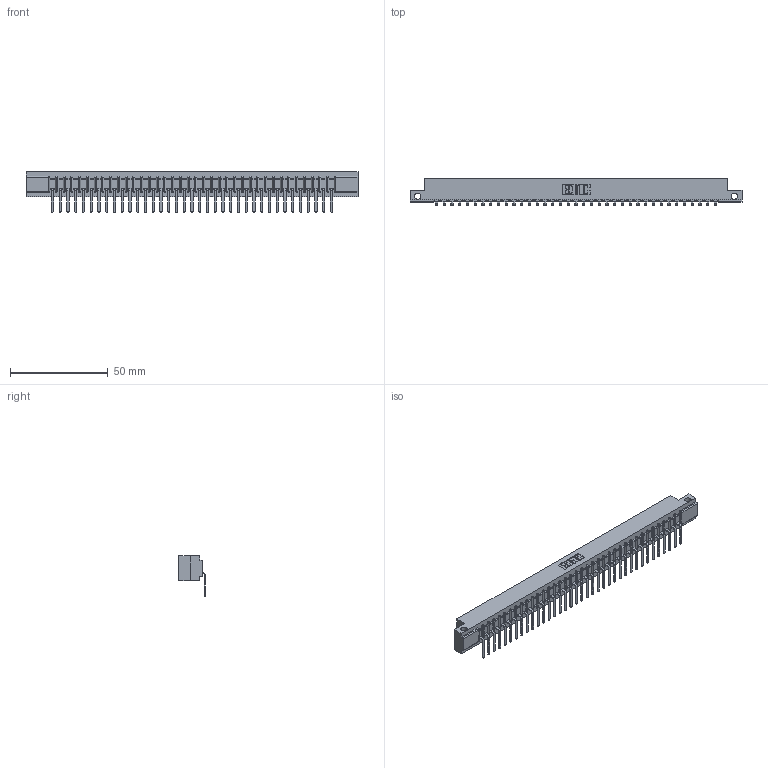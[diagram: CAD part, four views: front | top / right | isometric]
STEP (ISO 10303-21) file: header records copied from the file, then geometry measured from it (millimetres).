
FILE_DESCRIPTION (( 'STEP AP203' ), '1' );
FILE_NAME ('357-037-557-112.STEP', '2019-09-17T07:30:47', ( '' ), ( '' ), 'SwSTEP 2.0', 'SolidWorks 2016', '' );
FILE_SCHEMA (( 'CONFIG_CONTROL_DESIGN' ));
Length unit declared in the file: inch
Products named in the file (3): 357-037-557-112; 307-290-002_557; 307 Part_.128 Dia Side Mounting Holes
Assembly tree (38 placements, depth 2):
  357-037-557-112
    307 Part_.128 Dia Side Mounting Holes
    307-290-002_557  x37
Bounding box: 169.62 x 13.32 x 20.66 mm (x, y, z)
Volume: 18072.1 mm3; surface area: 23251.6 mm2
Topology: 38 solids, 38 shells, 3042 faces, 9351 edges, 6130 vertices
Faces by surface type: plane 1809, cylinder 1157, sphere 76
Entity records: 33192 total; most frequent: CARTESIAN_POINT 5600, ORIENTED_EDGE 5590, DIRECTION 5443, EDGE_CURVE 2795, LINE 2137, VECTOR 2137, VERTEX_POINT 1810, AXIS2_PLACEMENT_3D 1653
